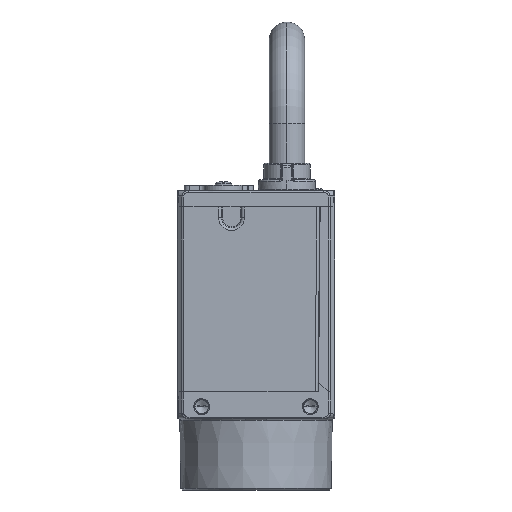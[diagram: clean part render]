
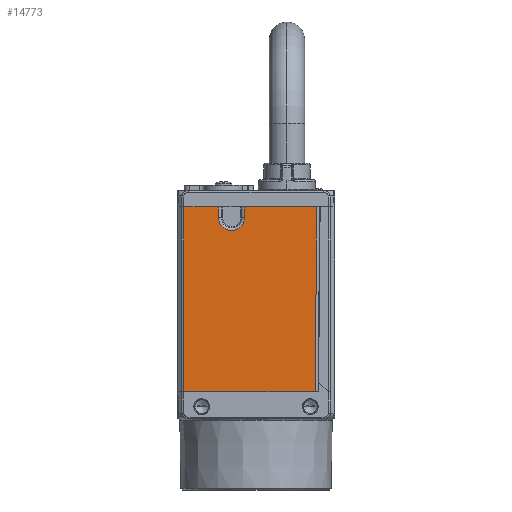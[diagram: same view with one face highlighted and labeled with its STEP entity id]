
A CAD part, left-side view. The second image highlights one B-rep face of the part: STEP entity #14773.
In plain terms, the highlighted planar face has unit normal (-1, 0, 0).
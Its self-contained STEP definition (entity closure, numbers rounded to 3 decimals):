
#2082=DIRECTION('',(0.,0.,1.));
#2083=VECTOR('',#2082,34.);
#2084=CARTESIAN_POINT('',(-14.5,13.293,
-0.5));
#2085=LINE('',#2084,#2083);
#2086=CARTESIAN_POINT('',(-14.5,4.5,31.5));
#2087=DIRECTION('',(-1.,0.,0.));
#2088=DIRECTION('',(0.,1.,0.));
#2089=AXIS2_PLACEMENT_3D('',#2086,#2087,#2088);
#2091=DIRECTION('',(0.,0.009,-1.));
#2092=VECTOR('',#2091,34.001);
#2093=CARTESIAN_POINT('',(-14.5,-11.177,
33.5));
#2094=LINE('',#2093,#2092);
#2213=DIRECTION('',(0.,-1.,0.));
#2214=VECTOR('',#2213,24.173);
#2215=CARTESIAN_POINT('',(-14.5,13.293,
-0.5));
#2216=LINE('',#2215,#2214);
#3110=DIRECTION('',(0.,-1.,0.));
#3111=VECTOR('',#3110,6.435);
#3112=CARTESIAN_POINT('',(-14.5,13.293,33.5));
#3113=LINE('',#3112,#3111);
#3178=DIRECTION('',(0.,-1.,0.));
#3179=VECTOR('',#3178,13.318);
#3180=CARTESIAN_POINT('',(-14.5,2.142,33.5));
#3181=LINE('',#3180,#3179);
#3186=CARTESIAN_POINT('',(-14.5,13.293,33.5));
#8107=DIRECTION('',(0.,0.,1.));
#8108=VECTOR('',#8107,2.);
#8109=CARTESIAN_POINT('',(-14.5,6.858,31.5));
#8110=LINE('',#8109,#8108);
#8144=DIRECTION('',(0.,0.,-1.));
#8145=VECTOR('',#8144,2.);
#8146=CARTESIAN_POINT('',(-14.5,2.142,33.5));
#8147=LINE('',#8146,#8145);
#11467=CARTESIAN_POINT('',(-14.5,6.858,31.5));
#11468=CARTESIAN_POINT('',(-14.5,2.142,31.5));
#11469=VERTEX_POINT('',#11467);
#11470=VERTEX_POINT('',#11468);
#11846=CARTESIAN_POINT('',(-14.5,13.293,
-0.5));
#11847=CARTESIAN_POINT('',(-14.5,-10.88,
-0.5));
#11848=VERTEX_POINT('',#11846);
#11849=VERTEX_POINT('',#11847);
#11914=VERTEX_POINT('',#3186);
#11915=CARTESIAN_POINT('',(-14.5,6.858,33.5));
#11916=VERTEX_POINT('',#11915);
#11917=CARTESIAN_POINT('',(-14.5,2.142,33.5));
#11918=CARTESIAN_POINT('',(-14.5,-11.177,
33.5));
#11919=VERTEX_POINT('',#11917);
#11920=VERTEX_POINT('',#11918);
#14751=CARTESIAN_POINT('',(-14.5,1.058,16.5));
#14752=DIRECTION('',(1.,0.,0.));
#14753=DIRECTION('',(0.,-1.,0.));
#14754=AXIS2_PLACEMENT_3D('',#14751,#14752,#14753);
#14755=PLANE('',#14754);
#14757=ORIENTED_EDGE('',*,*,#14756,.F.);
#14759=ORIENTED_EDGE('',*,*,#14758,.T.);
#14761=ORIENTED_EDGE('',*,*,#14760,.T.);
#14763=ORIENTED_EDGE('',*,*,#14762,.F.);
#14765=ORIENTED_EDGE('',*,*,#14764,.T.);
#14767=ORIENTED_EDGE('',*,*,#14766,.F.);
#14769=ORIENTED_EDGE('',*,*,#14768,.T.);
#14770=ORIENTED_EDGE('',*,*,#14743,.T.);
#14771=EDGE_LOOP('',(#14757,#14759,#14761,#14763,#14765,#14767,#14769,#14770));
#14772=FACE_OUTER_BOUND('',#14771,.F.);
#14773=ADVANCED_FACE('',(#14772),#14755,.F.);
#2090=CIRCLE('',#2089,2.358);
#14743=EDGE_CURVE('',#11920,#11849,#2094,.T.);
#14756=EDGE_CURVE('',#11848,#11849,#2216,.T.);
#14758=EDGE_CURVE('',#11848,#11914,#2085,.T.);
#14760=EDGE_CURVE('',#11914,#11916,#3113,.T.);
#14762=EDGE_CURVE('',#11469,#11916,#8110,.T.);
#14764=EDGE_CURVE('',#11469,#11470,#2090,.T.);
#14766=EDGE_CURVE('',#11919,#11470,#8147,.T.);
#14768=EDGE_CURVE('',#11919,#11920,#3181,.T.);
